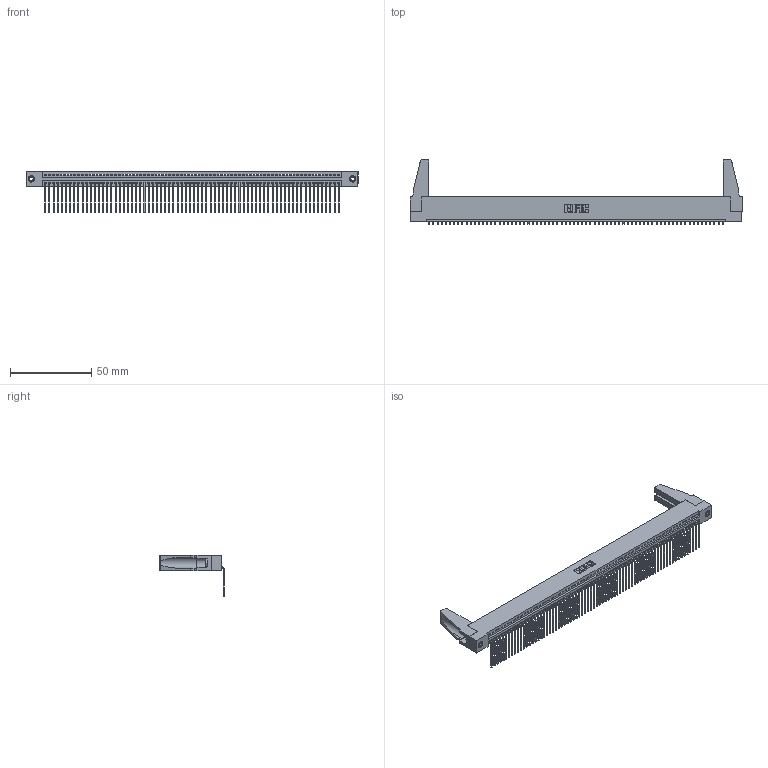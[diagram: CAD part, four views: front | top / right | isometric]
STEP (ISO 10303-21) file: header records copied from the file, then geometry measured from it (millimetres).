
FILE_DESCRIPTION (( 'STEP AP203' ), '1' );
FILE_NAME ('395-072-559-188.STEP', '2019-10-26T11:52:51', ( '' ), ( '' ), 'SwSTEP 2.0', 'SolidWorks 2016', '' );
FILE_SCHEMA (( 'CONFIG_CONTROL_DESIGN' ));
Length unit declared in the file: inch
Products named in the file (5): 345 Part_Flush Mounting Lugs - 0.156 Dia-TH; 395-072-559-188; 345-220-078_345-220-088; 345-292-001_558 559 Tail - 1; 345-250-001_345-250-001-102
Assembly tree (77 placements, depth 2):
  395-072-559-188
    345 Part_Flush Mounting Lugs - 0.156 Dia-TH
    345-292-001_558 559 Tail - 1  x72
    345-250-001_345-250-001-102  x2
    345-220-078_345-220-088  x2
Bounding box: 204.11 x 39.61 x 25.53 mm (x, y, z)
Volume: 23125.1 mm3; surface area: 31355.5 mm2
Topology: 77 solids, 77 shells, 4570 faces, 13759 edges, 9066 vertices
Faces by surface type: plane 3176, cylinder 1378, cone 12, torus 4
Entity records: 52382 total; most frequent: CARTESIAN_POINT 9062, ORIENTED_EDGE 9028, DIRECTION 7878, EDGE_CURVE 4514, VECTOR 4052, LINE 4052, VERTEX_POINT 3002, AXIS2_PLACEMENT_3D 1913
